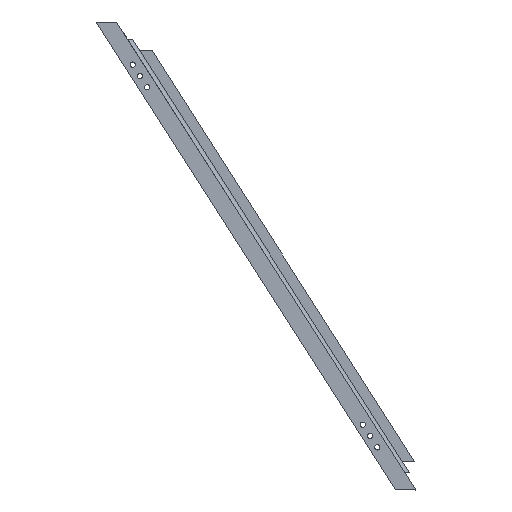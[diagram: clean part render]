
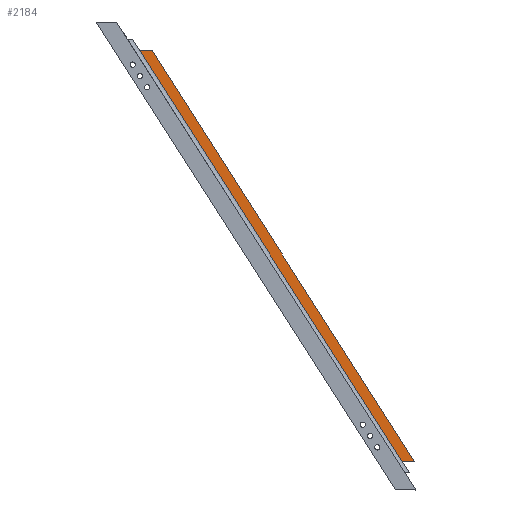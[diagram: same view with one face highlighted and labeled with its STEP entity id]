
A CAD part, left-side view. The second image highlights one B-rep face of the part: STEP entity #2184.
In plain terms, the highlighted planar face has unit normal (-1, 0, 0).
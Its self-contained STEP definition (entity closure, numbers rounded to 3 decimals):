
#592 = CYLINDRICAL_SURFACE('',#593,6.);
#593 = AXIS2_PLACEMENT_3D('',#594,#595,#596);
#594 = CARTESIAN_POINT('',(1165.991,4521.293,
    -2141.085));
#595 = DIRECTION('',(0.,0.539,0.843)
  );
#596 = DIRECTION('',(0.,0.843,-0.539)
  );
#1735 = VERTEX_POINT('',#1736);
#1736 = CARTESIAN_POINT('',(1171.998,4474.572,
    -2214.193));
#1792 = VERTEX_POINT('',#1793);
#1793 = CARTESIAN_POINT('',(1171.999,4083.981,
    -2825.372));
#1813 = EDGE_CURVE('',#1735,#1792,#1814,.T.);
#1814 = SURFACE_CURVE('',#1815,(#1819,#1825),.PCURVE_S1.);
#1815 = LINE('',#1816,#1817);
#1816 = CARTESIAN_POINT('',(1171.991,4521.293,
    -2141.085));
#1817 = VECTOR('',#1818,1.);
#1818 = DIRECTION('',(0.,-0.539,-0.843
    ));
#1819 = PCURVE('',#592,#1820);
#1820 = DEFINITIONAL_REPRESENTATION('',(#1821),#1824);
#1821 = B_SPLINE_CURVE_WITH_KNOTS('',1,(#1822,#1823),.UNSPECIFIED.,.F.,
  .F.,(2,2),(86.761,812.09),.PIECEWISE_BEZIER_KNOTS.);
#1822 = CARTESIAN_POINT('',(-1.571,-86.761));
#1823 = CARTESIAN_POINT('',(-1.571,-812.09));
#1824 = ( GEOMETRIC_REPRESENTATION_CONTEXT(2) 
PARAMETRIC_REPRESENTATION_CONTEXT() REPRESENTATION_CONTEXT('2D SPACE',''
  ) );
#1825 = PCURVE('',#1826,#1831);
#1826 = PLANE('',#1827);
#1827 = AXIS2_PLACEMENT_3D('',#1828,#1829,#1830);
#1828 = CARTESIAN_POINT('',(1171.991,4508.232,
    -2132.739));
#1829 = DIRECTION('',(1.,0.,
    0.));
#1830 = DIRECTION('',(0.,0.843,-0.539)
  );
#1831 = DEFINITIONAL_REPRESENTATION('',(#1832),#1836);
#1832 = LINE('',#1833,#1834);
#1833 = CARTESIAN_POINT('',(15.5,0.));
#1834 = VECTOR('',#1835,1.);
#1835 = DIRECTION('',(0.,-1.));
#1836 = ( GEOMETRIC_REPRESENTATION_CONTEXT(2) 
PARAMETRIC_REPRESENTATION_CONTEXT() REPRESENTATION_CONTEXT('2D SPACE',''
  ) );
#2040 = PLANE('',#2041);
#2041 = AXIS2_PLACEMENT_3D('',#2042,#2043,#2044);
#2042 = CARTESIAN_POINT('',(1172.006,4112.843,
    -2825.372));
#2043 = DIRECTION('',(0.,0.,1.));
#2044 = DIRECTION('',(1.,0.,0.));
#2096 = PLANE('',#2097);
#2097 = AXIS2_PLACEMENT_3D('',#2098,#2099,#2100);
#2098 = CARTESIAN_POINT('',(1172.005,3481.619,
    -2214.193));
#2099 = DIRECTION('',(0.,0.,-1.));
#2100 = DIRECTION('',(1.,0.,0.));
#2184 = ADVANCED_FACE('',(#2185),#1826,.F.);
#2185 = FACE_BOUND('',#2186,.F.);
#2186 = EDGE_LOOP('',(#2187,#2188,#2211,#2239));
#2187 = ORIENTED_EDGE('',*,*,#1813,.F.);
#2188 = ORIENTED_EDGE('',*,*,#2189,.F.);
#2189 = EDGE_CURVE('',#2190,#1735,#2192,.T.);
#2190 = VERTEX_POINT('',#2191);
#2191 = CARTESIAN_POINT('',(1171.998,4456.177,
    -2214.193));
#2192 = SURFACE_CURVE('',#2193,(#2197,#2204),.PCURVE_S1.);
#2193 = LINE('',#2194,#2195);
#2194 = CARTESIAN_POINT('',(1172.005,3481.619,
    -2214.193));
#2195 = VECTOR('',#2196,1.);
#2196 = DIRECTION('',(0.,1.,0.));
#2197 = PCURVE('',#1826,#2198);
#2198 = DEFINITIONAL_REPRESENTATION('',(#2199),#2203);
#2199 = LINE('',#2200,#2201);
#2200 = CARTESIAN_POINT('',(-821.186,-621.468));
#2201 = VECTOR('',#2202,1.);
#2202 = DIRECTION('',(0.843,0.539));
#2203 = ( GEOMETRIC_REPRESENTATION_CONTEXT(2) 
PARAMETRIC_REPRESENTATION_CONTEXT() REPRESENTATION_CONTEXT('2D SPACE',''
  ) );
#2204 = PCURVE('',#2096,#2205);
#2205 = DEFINITIONAL_REPRESENTATION('',(#2206),#2210);
#2206 = LINE('',#2207,#2208);
#2207 = CARTESIAN_POINT('',(-0.,0.));
#2208 = VECTOR('',#2209,1.);
#2209 = DIRECTION('',(0.,-1.));
#2210 = ( GEOMETRIC_REPRESENTATION_CONTEXT(2) 
PARAMETRIC_REPRESENTATION_CONTEXT() REPRESENTATION_CONTEXT('2D SPACE',''
  ) );
#2211 = ORIENTED_EDGE('',*,*,#2212,.T.);
#2212 = EDGE_CURVE('',#2190,#2213,#2215,.T.);
#2213 = VERTEX_POINT('',#2214);
#2214 = CARTESIAN_POINT('',(1171.998,4065.586,
    -2825.372));
#2215 = SURFACE_CURVE('',#2216,(#2220,#2227),.PCURVE_S1.);
#2216 = LINE('',#2217,#2218);
#2217 = CARTESIAN_POINT('',(1171.991,4508.232,
    -2132.739));
#2218 = VECTOR('',#2219,1.);
#2219 = DIRECTION('',(0.,-0.539,-0.843
    ));
#2220 = PCURVE('',#1826,#2221);
#2221 = DEFINITIONAL_REPRESENTATION('',(#2222),#2226);
#2222 = LINE('',#2223,#2224);
#2223 = CARTESIAN_POINT('',(0.,0.));
#2224 = VECTOR('',#2225,1.);
#2225 = DIRECTION('',(0.,-1.));
#2226 = ( GEOMETRIC_REPRESENTATION_CONTEXT(2) 
PARAMETRIC_REPRESENTATION_CONTEXT() REPRESENTATION_CONTEXT('2D SPACE',''
  ) );
#2227 = PCURVE('',#2228,#2233);
#2228 = PLANE('',#2229);
#2229 = AXIS2_PLACEMENT_3D('',#2230,#2231,#2232);
#2230 = CARTESIAN_POINT('',(1175.991,4508.232,
    -2132.738));
#2231 = DIRECTION('',(0.,0.843,-0.539)
  );
#2232 = DIRECTION('',(-1.,0.,
    0.));
#2233 = DEFINITIONAL_REPRESENTATION('',(#2234),#2238);
#2234 = LINE('',#2235,#2236);
#2235 = CARTESIAN_POINT('',(4.,0.));
#2236 = VECTOR('',#2237,1.);
#2237 = DIRECTION('',(0.,-1.));
#2238 = ( GEOMETRIC_REPRESENTATION_CONTEXT(2) 
PARAMETRIC_REPRESENTATION_CONTEXT() REPRESENTATION_CONTEXT('2D SPACE',''
  ) );
#2239 = ORIENTED_EDGE('',*,*,#2240,.F.);
#2240 = EDGE_CURVE('',#1792,#2213,#2241,.T.);
#2241 = SURFACE_CURVE('',#2242,(#2246,#2253),.PCURVE_S1.);
#2242 = LINE('',#2243,#2244);
#2243 = CARTESIAN_POINT('',(1172.006,4112.843,
    -2825.372));
#2244 = VECTOR('',#2245,1.);
#2245 = DIRECTION('',(0.,-1.,0.));
#2246 = PCURVE('',#1826,#2247);
#2247 = DEFINITIONAL_REPRESENTATION('',(#2248),#2252);
#2248 = LINE('',#2249,#2250);
#2249 = CARTESIAN_POINT('',(39.819,-796.548));
#2250 = VECTOR('',#2251,1.);
#2251 = DIRECTION('',(-0.843,-0.539));
#2252 = ( GEOMETRIC_REPRESENTATION_CONTEXT(2) 
PARAMETRIC_REPRESENTATION_CONTEXT() REPRESENTATION_CONTEXT('2D SPACE',''
  ) );
#2253 = PCURVE('',#2040,#2254);
#2254 = DEFINITIONAL_REPRESENTATION('',(#2255),#2259);
#2255 = LINE('',#2256,#2257);
#2256 = CARTESIAN_POINT('',(0.,0.));
#2257 = VECTOR('',#2258,1.);
#2258 = DIRECTION('',(0.,-1.));
#2259 = ( GEOMETRIC_REPRESENTATION_CONTEXT(2) 
PARAMETRIC_REPRESENTATION_CONTEXT() REPRESENTATION_CONTEXT('2D SPACE',''
  ) );
